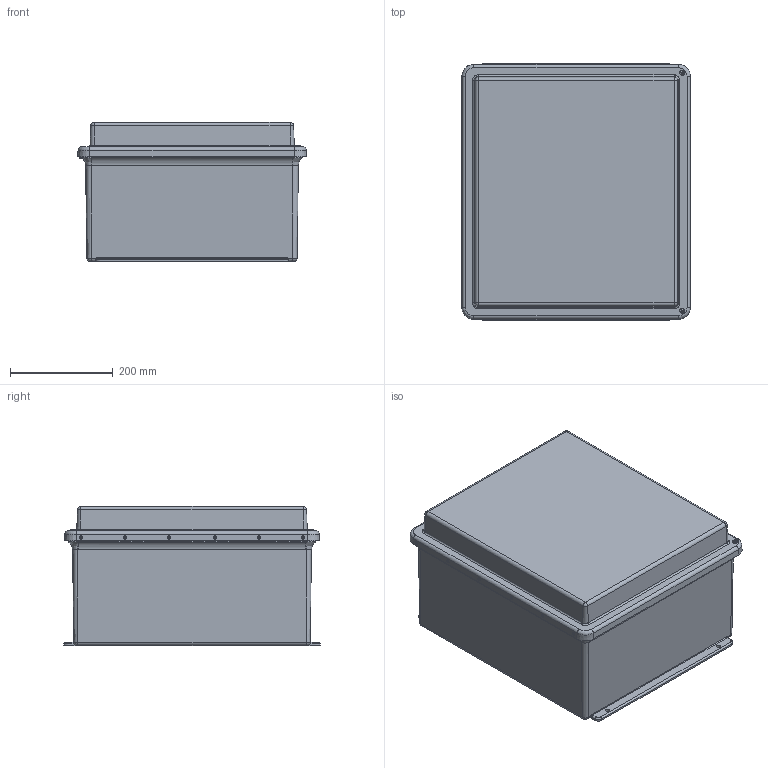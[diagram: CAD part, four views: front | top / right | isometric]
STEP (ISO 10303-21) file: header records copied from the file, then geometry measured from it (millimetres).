
FILE_DESCRIPTION (( 'STEP AP214' ), '1' );
FILE_NAME ('MR1816HW.STEP', '2018-11-06T20:21:57', ( '' ), ( '' ), 'SwSTEP 2.0', 'SolidWorks 2018', '' );
FILE_SCHEMA (( 'AUTOMOTIVE_DESIGN' ));
Length unit declared in the file: inch
Products named in the file (1): MR1816HW
Bounding box: 444.83 x 498.48 x 270.3 mm (x, y, z)
Volume: 4079899.5 mm3; surface area: 1881926.4 mm2
Topology: 26 solids, 26 shells, 1012 faces, 2562 edges, 1636 vertices
Faces by surface type: plane 390, cylinder 389, cone 141, bspline 80, torus 12
Full cylindrical faces by diameter (mm): 2.159 x71, 3.175 x12, 3.327 x12, 3.556 x12, 3.683 x2, 3.861 x5, 3.962 x7, 3.967 x40, 4.826 x40, 5.537 x4, 6.35 x12, 6.858 x6
Entity records: 45140 total; most frequent: CARTESIAN_POINT 8978, DIRECTION 4608, ORIENTED_EDGE 4260, EDGE_CURVE 2130, AXIS2_PLACEMENT_3D 1771, EDGE_LOOP 1576, VERTEX_POINT 1532, FACE_OUTER_BOUND 1235
